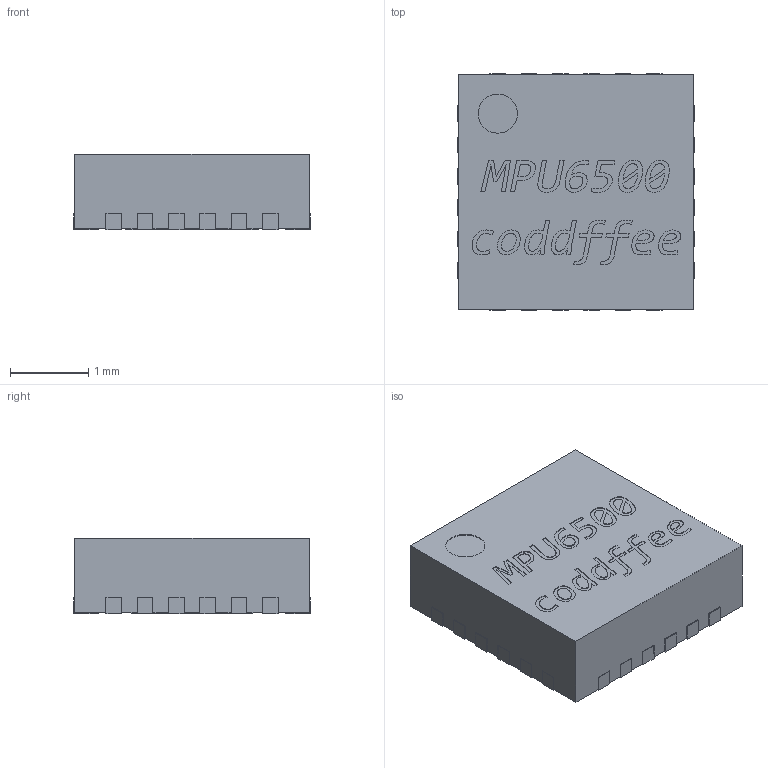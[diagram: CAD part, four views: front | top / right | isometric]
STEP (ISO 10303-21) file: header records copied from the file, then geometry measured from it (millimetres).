
FILE_DESCRIPTION (( 'STEP AP214' ), '1' );
FILE_NAME ('MPU6500.STEP', '2022-04-17T04:34:43', ( '' ), ( '' ), 'SwSTEP 2.0', 'SolidWorks 2019', '' );
FILE_SCHEMA (( 'AUTOMOTIVE_DESIGN' ));
Length unit declared in the file: millimetre
Products named in the file (1): MPU6500
Bounding box: 3.02 x 3.02 x 0.96 mm (x, y, z)
Volume: 8.6 mm3; surface area: 30.2 mm2
Topology: 1 solids, 1 shells, 394 faces, 1092 edges, 728 vertices
Faces by surface type: plane 278, bspline 111, cylinder 5
Entity records: 20377 total; most frequent: CARTESIAN_POINT 9150, ORIENTED_EDGE 2184, DIRECTION 1448, EDGE_CURVE 1092, VECTOR 860, LINE 860, VERTEX_POINT 728, EDGE_LOOP 422
